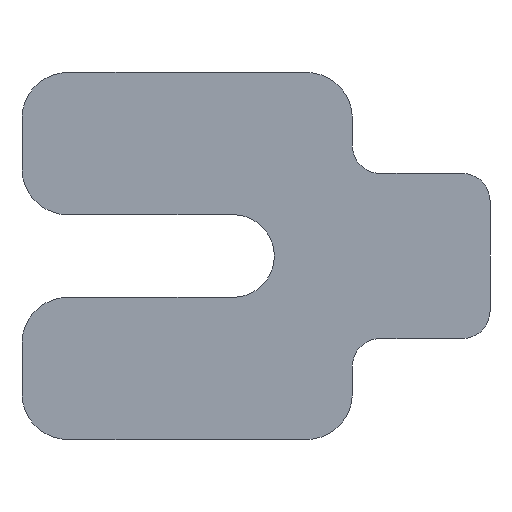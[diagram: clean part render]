
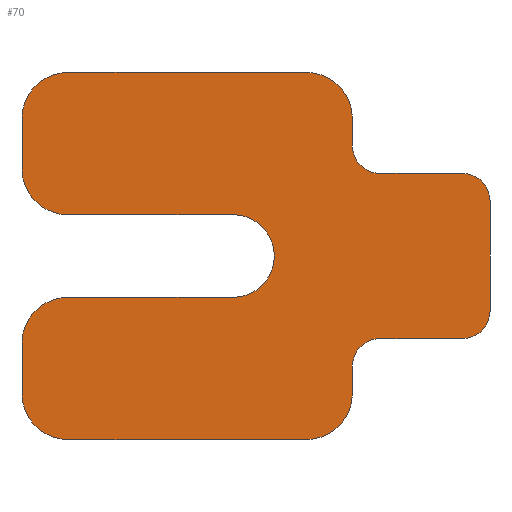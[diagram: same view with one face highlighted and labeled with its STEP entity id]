
A CAD part, left-side view. The second image highlights one B-rep face of the part: STEP entity #70.
In plain terms, the highlighted planar face has unit normal (-1, 0, 0).
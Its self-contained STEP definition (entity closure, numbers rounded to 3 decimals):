
#56=CIRCLE('',#497,5.);
#57=CIRCLE('',#498,5.);
#58=CIRCLE('',#499,3.);
#59=CIRCLE('',#500,3.);
#60=CIRCLE('',#501,3.);
#61=CIRCLE('',#502,3.);
#62=CIRCLE('',#503,5.);
#63=CIRCLE('',#504,5.);
#64=CIRCLE('',#505,5.);
#65=CIRCLE('',#506,4.5);
#66=CIRCLE('',#507,5.);
#70=ADVANCED_FACE('',(#107),#94,.T.);
#94=PLANE('',#508);
#107=FACE_OUTER_BOUND('',#131,.T.);
#131=EDGE_LOOP('',(#182,#183,#184,#185,#186,#187,#188,#189,#190,#191,#192,
#193,#194,#195,#196,#197,#198,#199,#200,#201,#202,#203));
#182=ORIENTED_EDGE('',*,*,#356,.T.);
#183=ORIENTED_EDGE('',*,*,#357,.T.);
#184=ORIENTED_EDGE('',*,*,#358,.T.);
#185=ORIENTED_EDGE('',*,*,#359,.T.);
#186=ORIENTED_EDGE('',*,*,#360,.T.);
#187=ORIENTED_EDGE('',*,*,#361,.T.);
#188=ORIENTED_EDGE('',*,*,#362,.F.);
#189=ORIENTED_EDGE('',*,*,#363,.T.);
#190=ORIENTED_EDGE('',*,*,#364,.F.);
#191=ORIENTED_EDGE('',*,*,#365,.T.);
#192=ORIENTED_EDGE('',*,*,#366,.F.);
#193=ORIENTED_EDGE('',*,*,#367,.T.);
#194=ORIENTED_EDGE('',*,*,#330,.T.);
#195=ORIENTED_EDGE('',*,*,#368,.T.);
#196=ORIENTED_EDGE('',*,*,#369,.T.);
#197=ORIENTED_EDGE('',*,*,#370,.T.);
#198=ORIENTED_EDGE('',*,*,#334,.T.);
#199=ORIENTED_EDGE('',*,*,#371,.T.);
#200=ORIENTED_EDGE('',*,*,#372,.T.);
#201=ORIENTED_EDGE('',*,*,#373,.T.);
#202=ORIENTED_EDGE('',*,*,#374,.T.);
#203=ORIENTED_EDGE('',*,*,#375,.T.);
#286=VERTEX_POINT('',#672);
#287=VERTEX_POINT('',#674);
#290=VERTEX_POINT('',#681);
#291=VERTEX_POINT('',#683);
#310=VERTEX_POINT('',#726);
#311=VERTEX_POINT('',#727);
#312=VERTEX_POINT('',#729);
#313=VERTEX_POINT('',#731);
#314=VERTEX_POINT('',#733);
#315=VERTEX_POINT('',#735);
#316=VERTEX_POINT('',#737);
#317=VERTEX_POINT('',#739);
#318=VERTEX_POINT('',#741);
#319=VERTEX_POINT('',#743);
#320=VERTEX_POINT('',#745);
#321=VERTEX_POINT('',#747);
#322=VERTEX_POINT('',#750);
#323=VERTEX_POINT('',#752);
#324=VERTEX_POINT('',#755);
#325=VERTEX_POINT('',#757);
#326=VERTEX_POINT('',#759);
#327=VERTEX_POINT('',#761);
#330=EDGE_CURVE('',#287,#286,#396,.T.);
#334=EDGE_CURVE('',#291,#290,#400,.T.);
#356=EDGE_CURVE('',#310,#311,#411,.T.);
#357=EDGE_CURVE('',#311,#312,#56,.T.);
#358=EDGE_CURVE('',#312,#313,#412,.T.);
#359=EDGE_CURVE('',#313,#314,#57,.T.);
#360=EDGE_CURVE('',#314,#315,#413,.T.);
#361=EDGE_CURVE('',#315,#316,#58,.T.);
#362=EDGE_CURVE('',#317,#316,#414,.T.);
#363=EDGE_CURVE('',#317,#318,#59,.T.);
#364=EDGE_CURVE('',#319,#318,#415,.T.);
#365=EDGE_CURVE('',#319,#320,#60,.T.);
#366=EDGE_CURVE('',#321,#320,#416,.T.);
#367=EDGE_CURVE('',#321,#287,#61,.T.);
#368=EDGE_CURVE('',#286,#322,#62,.T.);
#369=EDGE_CURVE('',#322,#323,#417,.T.);
#370=EDGE_CURVE('',#323,#291,#63,.T.);
#371=EDGE_CURVE('',#290,#324,#64,.T.);
#372=EDGE_CURVE('',#324,#325,#418,.T.);
#373=EDGE_CURVE('',#325,#326,#65,.T.);
#374=EDGE_CURVE('',#326,#327,#419,.T.);
#375=EDGE_CURVE('',#327,#310,#66,.T.);
#396=LINE('',#673,#440);
#400=LINE('',#682,#444);
#411=LINE('',#725,#455);
#412=LINE('',#730,#456);
#413=LINE('',#734,#457);
#414=LINE('',#738,#458);
#415=LINE('',#742,#459);
#416=LINE('',#746,#460);
#417=LINE('',#751,#461);
#418=LINE('',#756,#462);
#419=LINE('',#760,#463);
#440=VECTOR('',#533,1.);
#444=VECTOR('',#539,1.);
#455=VECTOR('',#576,1.);
#456=VECTOR('',#579,1.);
#457=VECTOR('',#582,1.);
#458=VECTOR('',#585,1.);
#459=VECTOR('',#588,1.);
#460=VECTOR('',#591,1.);
#461=VECTOR('',#596,1.);
#462=VECTOR('',#601,1.);
#463=VECTOR('',#604,1.);
#497=AXIS2_PLACEMENT_3D('',#728,#577,#578);
#498=AXIS2_PLACEMENT_3D('',#732,#580,#581);
#499=AXIS2_PLACEMENT_3D('',#736,#583,#584);
#500=AXIS2_PLACEMENT_3D('',#740,#586,#587);
#501=AXIS2_PLACEMENT_3D('',#744,#589,#590);
#502=AXIS2_PLACEMENT_3D('',#748,#592,#593);
#503=AXIS2_PLACEMENT_3D('',#749,#594,#595);
#504=AXIS2_PLACEMENT_3D('',#753,#597,#598);
#505=AXIS2_PLACEMENT_3D('',#754,#599,#600);
#506=AXIS2_PLACEMENT_3D('',#758,#602,#603);
#507=AXIS2_PLACEMENT_3D('',#762,#605,#606);
#508=AXIS2_PLACEMENT_3D('',#763,#607,#608);
#533=DIRECTION('',(0.,0.,1.));
#539=DIRECTION('',(0.,0.,-1.));
#576=DIRECTION('',(0.,0.,-1.));
#577=DIRECTION('',(-1.,0.,0.));
#578=DIRECTION('',(0.,0.,1.));
#579=DIRECTION('',(0.,-1.,0.));
#580=DIRECTION('',(-1.,0.,0.));
#581=DIRECTION('',(0.,0.,1.));
#582=DIRECTION('',(0.,0.,1.));
#583=DIRECTION('',(1.,0.,0.));
#584=DIRECTION('',(0.,0.,1.));
#585=DIRECTION('',(0.,1.,0.));
#586=DIRECTION('',(-1.,0.,0.));
#587=DIRECTION('',(0.,0.,1.));
#588=DIRECTION('',(0.,0.,-1.));
#589=DIRECTION('',(-1.,0.,0.));
#590=DIRECTION('',(0.,0.,1.));
#591=DIRECTION('',(0.,-1.,0.));
#592=DIRECTION('',(1.,0.,0.));
#593=DIRECTION('',(0.,0.,1.));
#594=DIRECTION('',(-1.,0.,0.));
#595=DIRECTION('',(0.,0.,1.));
#596=DIRECTION('',(0.,1.,0.));
#597=DIRECTION('',(-1.,0.,0.));
#598=DIRECTION('',(0.,0.,1.));
#599=DIRECTION('',(-1.,0.,0.));
#600=DIRECTION('',(0.,0.,1.));
#601=DIRECTION('',(0.,-1.,0.));
#602=DIRECTION('',(1.,0.,0.));
#603=DIRECTION('',(0.,0.,1.));
#604=DIRECTION('',(0.,1.,0.));
#605=DIRECTION('',(-1.,0.,0.));
#606=DIRECTION('',(0.,0.,1.));
#607=DIRECTION('',(-1.,0.,0.));
#608=DIRECTION('',(0.,0.,1.));
#672=CARTESIAN_POINT('',(-3273.112,867.682,2139.));
#673=CARTESIAN_POINT('',(-3273.112,867.682,2103.));
#674=CARTESIAN_POINT('',(-3273.112,867.682,2136.));
#681=CARTESIAN_POINT('',(-3273.112,903.682,2133.498));
#682=CARTESIAN_POINT('',(-3273.112,903.682,2145.));
#683=CARTESIAN_POINT('',(-3273.112,903.682,2139.));
#725=CARTESIAN_POINT('',(-3273.112,903.682,2145.));
#726=CARTESIAN_POINT('',(-3273.112,903.682,2114.498));
#727=CARTESIAN_POINT('',(-3273.112,903.682,2109.));
#728=CARTESIAN_POINT('',(-3273.112,898.682,2109.));
#729=CARTESIAN_POINT('',(-3273.112,898.682,2104.));
#730=CARTESIAN_POINT('',(-3273.112,0.,2104.));
#731=CARTESIAN_POINT('',(-3273.112,872.682,2104.));
#732=CARTESIAN_POINT('',(-3273.112,872.682,2109.));
#733=CARTESIAN_POINT('',(-3273.112,867.682,2109.));
#734=CARTESIAN_POINT('',(-3273.112,867.682,2103.));
#735=CARTESIAN_POINT('',(-3273.112,867.682,2112.));
#736=CARTESIAN_POINT('',(-3273.112,864.682,2112.));
#737=CARTESIAN_POINT('',(-3273.112,864.682,2115.));
#738=CARTESIAN_POINT('',(-3273.112,852.682,2115.));
#739=CARTESIAN_POINT('',(-3273.112,855.682,2115.));
#740=CARTESIAN_POINT('',(-3273.112,855.682,2118.));
#741=CARTESIAN_POINT('',(-3273.112,852.682,2118.));
#742=CARTESIAN_POINT('',(-3273.112,852.682,2133.));
#743=CARTESIAN_POINT('',(-3273.112,852.682,2130.));
#744=CARTESIAN_POINT('',(-3273.112,855.682,2130.));
#745=CARTESIAN_POINT('',(-3273.112,855.682,2133.));
#746=CARTESIAN_POINT('',(-3273.112,867.682,2133.));
#747=CARTESIAN_POINT('',(-3273.112,864.682,2133.));
#748=CARTESIAN_POINT('',(-3273.112,864.682,2136.));
#749=CARTESIAN_POINT('',(-3273.112,872.682,2139.));
#750=CARTESIAN_POINT('',(-3273.112,872.682,2144.));
#751=CARTESIAN_POINT('',(-3273.112,0.,2144.));
#752=CARTESIAN_POINT('',(-3273.112,898.682,2144.));
#753=CARTESIAN_POINT('',(-3273.112,898.682,2139.));
#754=CARTESIAN_POINT('',(-3273.112,898.682,2133.498));
#755=CARTESIAN_POINT('',(-3273.112,898.682,2128.498));
#756=CARTESIAN_POINT('',(-3273.112,0.,2128.498));
#757=CARTESIAN_POINT('',(-3273.112,880.682,2128.498));
#758=CARTESIAN_POINT('',(-3273.112,880.682,2123.998));
#759=CARTESIAN_POINT('',(-3273.112,880.682,2119.498));
#760=CARTESIAN_POINT('',(-3273.112,0.,2119.498));
#761=CARTESIAN_POINT('',(-3273.112,898.682,2119.498));
#762=CARTESIAN_POINT('',(-3273.112,898.682,2114.498));
#763=CARTESIAN_POINT('',(-3273.112,0.,0.));
